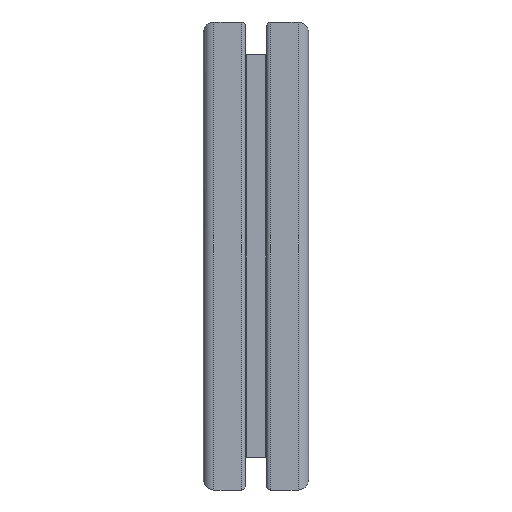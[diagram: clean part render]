
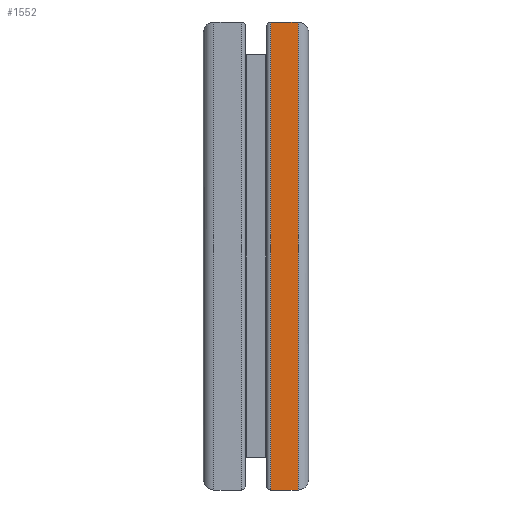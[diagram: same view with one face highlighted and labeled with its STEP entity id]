
A CAD part, front view. The second image highlights one B-rep face of the part: STEP entity #1552.
In plain terms, the highlighted planar face has unit normal (0, -1, 0).
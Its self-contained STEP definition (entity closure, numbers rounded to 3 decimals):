
#131=FACE_OUTER_BOUND('',#212,.T.);
#212=EDGE_LOOP('',(#1421,#1422,#1423,#1424));
#356=LINE('',#2623,#509);
#366=LINE('',#2644,#519);
#367=LINE('',#2646,#520);
#368=LINE('',#2647,#521);
#509=VECTOR('',#2147,10.);
#519=VECTOR('',#2179,10.);
#520=VECTOR('',#2182,10.);
#521=VECTOR('',#2183,10.);
#598=VERTEX_POINT('',#2195);
#731=VERTEX_POINT('',#2539);
#746=VERTEX_POINT('',#2620);
#747=VERTEX_POINT('',#2622);
#963=EDGE_CURVE('',#746,#747,#356,.T.);
#974=EDGE_CURVE('',#731,#598,#366,.T.);
#975=EDGE_CURVE('',#731,#746,#367,.T.);
#976=EDGE_CURVE('',#747,#598,#368,.T.);
#1421=ORIENTED_EDGE('',*,*,#975,.F.);
#1422=ORIENTED_EDGE('',*,*,#974,.T.);
#1423=ORIENTED_EDGE('',*,*,#976,.F.);
#1424=ORIENTED_EDGE('',*,*,#963,.F.);
#1473=PLANE('',#1721);
#1552=ADVANCED_FACE('',(#131),#1473,.T.);
#1721=AXIS2_PLACEMENT_3D('',#2645,#2180,#2181);
#2147=DIRECTION('',(0.,0.,1.));
#2179=DIRECTION('',(0.,0.,1.));
#2180=DIRECTION('center_axis',(0.,-1.,0.));
#2181=DIRECTION('ref_axis',(1.,0.,0.));
#2182=DIRECTION('',(-1.,0.,0.));
#2183=DIRECTION('',(1.,0.,0.));
#2195=CARTESIAN_POINT('',(36.,0.,177.8));
#2539=CARTESIAN_POINT('',(36.,0.,0.));
#2620=CARTESIAN_POINT('',(25.565,0.,0.));
#2622=CARTESIAN_POINT('',(25.565,0.,177.8));
#2623=CARTESIAN_POINT('',(25.565,0.,0.));
#2644=CARTESIAN_POINT('',(36.,0.,0.));
#2645=CARTESIAN_POINT('Origin',(25.565,0.,0.));
#2646=CARTESIAN_POINT('',(36.,0.,0.));
#2647=CARTESIAN_POINT('',(36.,0.,177.8));
